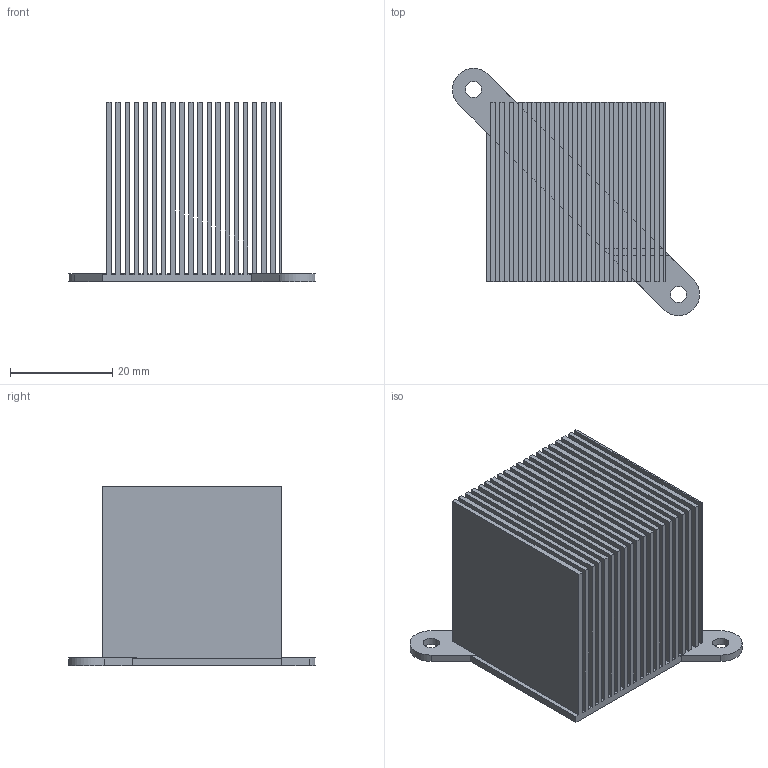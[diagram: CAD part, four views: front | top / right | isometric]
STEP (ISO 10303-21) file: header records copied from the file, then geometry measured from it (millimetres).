
FILE_DESCRIPTION(('FreeCAD Model'),'2;1');
FILE_NAME('Open CASCADE Shape Model','2024-03-12T00:41:16',(''),(''), 'Open CASCADE STEP processor 7.6','FreeCAD','Unknown');
FILE_SCHEMA(('AUTOMOTIVE_DESIGN { 1 0 10303 214 1 1 1 1 }'));
Length unit declared in the file: millimetre
Products named in the file (1): Body
Bounding box: 48.23 x 48.23 x 35 mm (x, y, z)
Volume: 22089 mm3; surface area: 51114.1 mm2
Topology: 1 solids, 1 shells, 177 faces, 519 edges, 344 vertices
Faces by surface type: plane 173, cylinder 4
Full cylindrical faces by diameter (mm): 3.175 x2
Entity records: 12554 total; most frequent: CARTESIAN_POINT 2127, DIRECTION 1913, LINE 1541, VECTOR 1541, ORIENTED_EDGE 1038, PCURVE 1038, DEFINITIONAL_REPRESENTATION 1038, EDGE_CURVE 519
